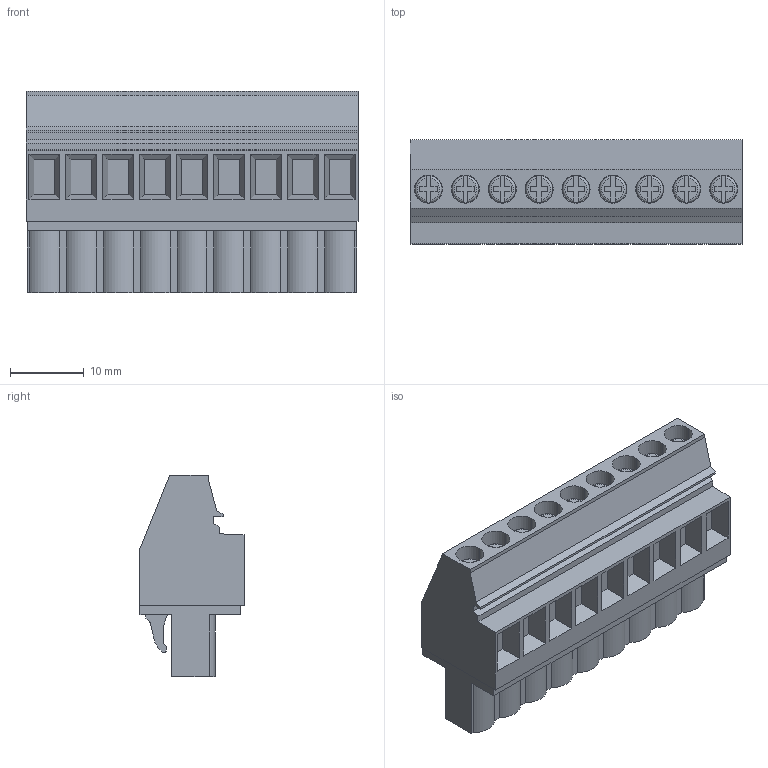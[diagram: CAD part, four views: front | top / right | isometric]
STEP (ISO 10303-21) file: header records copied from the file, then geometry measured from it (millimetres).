
FILE_DESCRIPTION(('CATIA V5 STEP Exchange','CAx-IF Rec.Pracs.--- Model Styling and Organization---1.2---2011-12-15'),'2;1');
FILE_NAME ('D1460465_0_1959030000_1959030000.stp','2018-09-11T05:39:10+00:00',('none'),('Weidmueller'),'CATIA Version 5-6 Release 2014','CATIA V5 STEP AP214','none');
FILE_SCHEMA(('AUTOMOTIVE_DESIGN { 1 0 10303 214 1 1 1 1 }'));
Length unit declared in the file: millimetre
Products named in the file (1): 1959030000
Bounding box: 45 x 14.1 x 27.3 mm (x, y, z)
Volume: 10743 mm3; surface area: 5678 mm2
Topology: 10 solids, 10 shells, 408 faces, 1132 edges, 772 vertices
Faces by surface type: plane 315, cylinder 57, cone 18, torus 18
Entity records: 11983 total; most frequent: CARTESIAN_POINT 2312, ORIENTED_EDGE 2264, DIRECTION 1514, EDGE_CURVE 1132, VECTOR 802, LINE 802, VERTEX_POINT 772, AXIS2_PLACEMENT_3D 486
